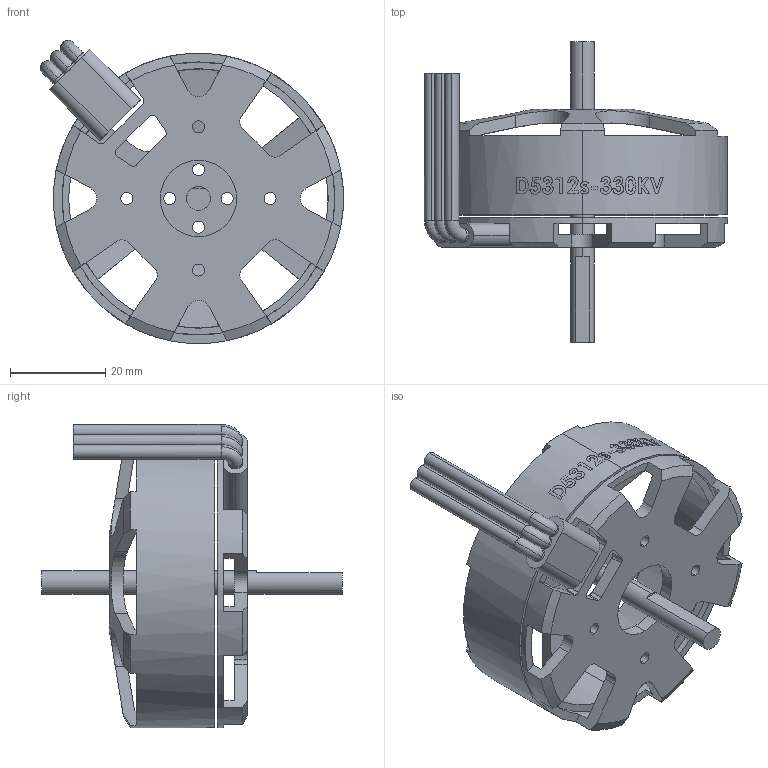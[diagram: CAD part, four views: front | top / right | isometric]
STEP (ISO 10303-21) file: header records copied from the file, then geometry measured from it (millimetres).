
FILE_DESCRIPTION (( 'STEP AP214' ), '1' );
FILE_NAME ('ODrive Dual Shaft Motor - D5312s 330KV.STEP', '2023-08-03T13:58:33', ( '' ), ( '' ), 'SwSTEP 2.0', 'SolidWorks 2022', '' );
FILE_SCHEMA (( 'AUTOMOTIVE_DESIGN' ));
Length unit declared in the file: millimetre
Products named in the file (1): ODrive Dual Shaft Motor - D5312s 330KV
Bounding box: 63.51 x 63 x 63.51 mm (x, y, z)
Volume: 20931.8 mm3; surface area: 18760 mm2
Topology: 7 solids, 7 shells, 196 faces, 720 edges, 527 vertices
Faces by surface type: cylinder 92, plane 72, cone 24, torus 8
Entity records: 11024 total; most frequent: CARTESIAN_POINT 4208, ORIENTED_EDGE 1440, DIRECTION 1256, EDGE_CURVE 720, VERTEX_POINT 527, AXIS2_PLACEMENT_3D 473, LINE 310, VECTOR 310
